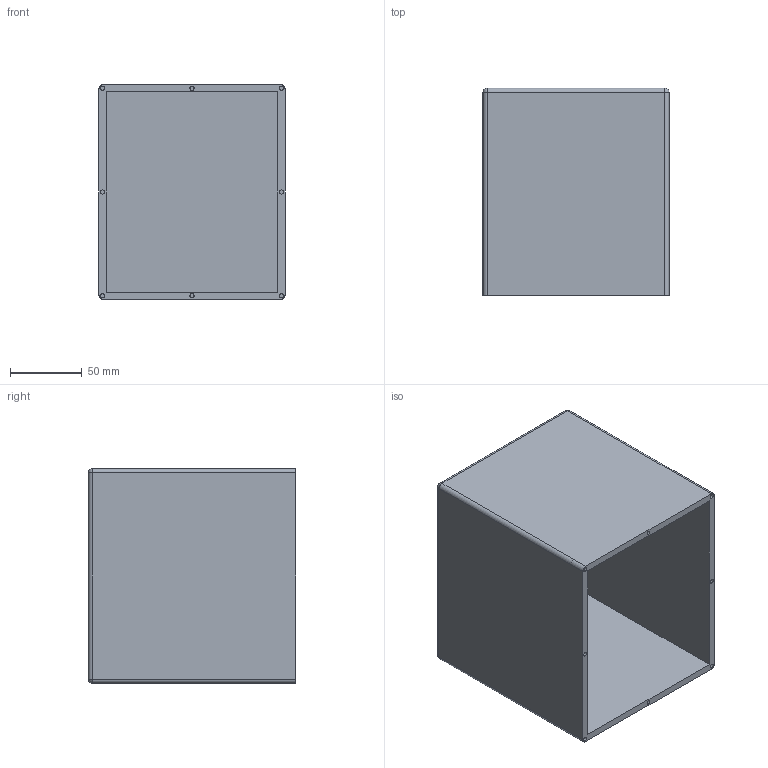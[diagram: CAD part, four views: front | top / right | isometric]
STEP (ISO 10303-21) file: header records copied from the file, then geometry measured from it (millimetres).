
FILE_DESCRIPTION (( 'STEP AP214' ), '1' );
FILE_NAME ('bottom.STEP', '2025-05-24T05:13:36', ( '' ), ( '' ), 'SwSTEP 2.0', 'SolidWorks 2021', '' );
FILE_SCHEMA (( 'AUTOMOTIVE_DESIGN' ));
Length unit declared in the file: millimetre
Products named in the file (1): bottom
Bounding box: 130 x 145 x 150 mm (x, y, z)
Volume: 472682.2 mm3; surface area: 192393.9 mm2
Topology: 1 solids, 1 shells, 47 faces, 100 edges, 60 vertices
Faces by surface type: cylinder 24, plane 19, sphere 4
Entity records: 1276 total; most frequent: DIRECTION 240, CARTESIAN_POINT 204, ORIENTED_EDGE 192, EDGE_CURVE 96, AXIS2_PLACEMENT_3D 96, VERTEX_POINT 60, EDGE_LOOP 56, LINE 48
